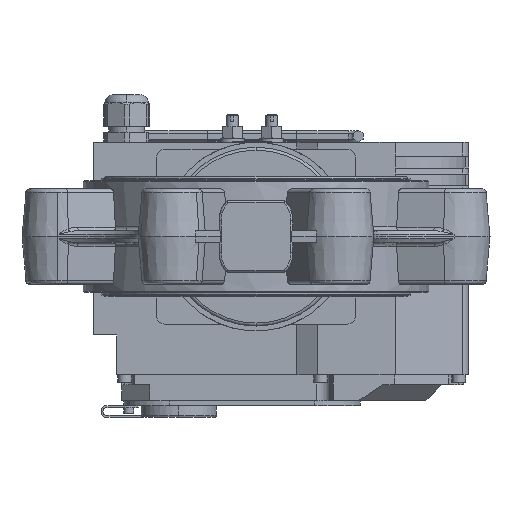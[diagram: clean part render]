
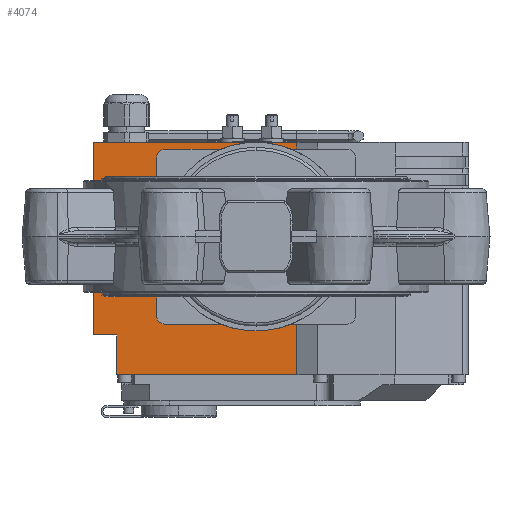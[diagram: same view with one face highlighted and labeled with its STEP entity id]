
A CAD part, front view. The second image highlights one B-rep face of the part: STEP entity #4074.
In plain terms, the highlighted planar face has unit normal (0, -1, 0).
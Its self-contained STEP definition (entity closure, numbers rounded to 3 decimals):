
#13 = VECTOR ( 'NONE', #17090, 1000. ) ;
#759 = CARTESIAN_POINT ( 'NONE',  ( -50., 192., 40. ) ) ;
#881 = CARTESIAN_POINT ( 'NONE',  ( -82., 192., -49.5 ) ) ;
#981 = DIRECTION ( 'NONE',  ( 0., 0., -1. ) ) ;
#2046 = ORIENTED_EDGE ( 'NONE', *, *, #25038, .F. ) ;
#2140 = VERTEX_POINT ( 'NONE', #27764 ) ;
#2898 = LINE ( 'NONE', #35764, #9947 ) ;
#3467 = CARTESIAN_POINT ( 'NONE',  ( -46., 192., 44. ) ) ;
#3521 = VERTEX_POINT ( 'NONE', #28425 ) ;
#3632 = VERTEX_POINT ( 'NONE', #19284 ) ;
#4074 = ADVANCED_FACE ( 'NONE', ( #15762 ), #23156, .F. ) ;
#4883 = VECTOR ( 'NONE', #19277, 1000. ) ;
#5030 = LINE ( 'NONE', #35285, #38262 ) ;
#5123 = EDGE_LOOP ( 'NONE', ( #7328, #31317, #2046, #23237, #31000, #40229, #11181, #15612, #23224, #29612, #13299, #6281 ) ) ;
#5207 = CARTESIAN_POINT ( 'NONE',  ( -50., 192., -40. ) ) ;
#5750 = VERTEX_POINT ( 'NONE', #10932 ) ;
#6281 = ORIENTED_EDGE ( 'NONE', *, *, #36599, .T. ) ;
#7104 = DIRECTION ( 'NONE',  ( -1., 0., 0. ) ) ;
#7328 = ORIENTED_EDGE ( 'NONE', *, *, #12846, .T. ) ;
#7559 = CARTESIAN_POINT ( 'NONE',  ( -46., 192., -44. ) ) ;
#7888 = VECTOR ( 'NONE', #26896, 1000. ) ;
#8803 = VECTOR ( 'NONE', #7104, 1000. ) ;
#9903 = EDGE_CURVE ( 'NONE', #22887, #33340, #5030, .T. ) ;
#9947 = VECTOR ( 'NONE', #32791, 1000. ) ;
#10189 = CARTESIAN_POINT ( 'NONE',  ( -70., 192., -52.5 ) ) ;
#10264 = AXIS2_PLACEMENT_3D ( 'NONE', #29118, #32333, #15918 ) ;
#10932 = CARTESIAN_POINT ( 'NONE',  ( 20.608, 192., 44. ) ) ;
#11118 = DIRECTION ( 'NONE',  ( 1., 0., 0. ) ) ;
#11181 = ORIENTED_EDGE ( 'NONE', *, *, #13677, .F. ) ;
#11575 = EDGE_CURVE ( 'NONE', #17453, #2140, #38607, .T. ) ;
#12452 = CARTESIAN_POINT ( 'NONE',  ( 20.608, 192., -69.5 ) ) ;
#12505 = CARTESIAN_POINT ( 'NONE',  ( -82., 192., 47.5 ) ) ;
#12819 = EDGE_CURVE ( 'NONE', #25362, #22887, #21484, .T. ) ;
#12846 = EDGE_CURVE ( 'NONE', #3632, #15471, #20467, .T. ) ;
#12894 = DIRECTION ( 'NONE',  ( 1., 0., 0. ) ) ;
#13299 = ORIENTED_EDGE ( 'NONE', *, *, #18548, .T. ) ;
#13362 = CARTESIAN_POINT ( 'NONE',  ( -82., 192., 47.5 ) ) ;
#13677 = EDGE_CURVE ( 'NONE', #5750, #25362, #36977, .T. ) ;
#13801 = DIRECTION ( 'NONE',  ( 0., 0., -1. ) ) ;
#15057 = CARTESIAN_POINT ( 'NONE',  ( 20.608, 192., -69.5 ) ) ;
#15471 = VERTEX_POINT ( 'NONE', #12452 ) ;
#15612 = ORIENTED_EDGE ( 'NONE', *, *, #29595, .F. ) ;
#15762 = FACE_OUTER_BOUND ( 'NONE', #5123, .T. ) ;
#15903 = CARTESIAN_POINT ( 'NONE',  ( 20.608, 192., -44. ) ) ;
#15918 = DIRECTION ( 'NONE',  ( -1., 0., 0. ) ) ;
#16624 = CARTESIAN_POINT ( 'NONE',  ( -46., 192., -44. ) ) ;
#17090 = DIRECTION ( 'NONE',  ( 0., 0., -1. ) ) ;
#17453 = VERTEX_POINT ( 'NONE', #13362 ) ;
#18548 = EDGE_CURVE ( 'NONE', #2140, #3521, #34130, .T. ) ;
#19277 = DIRECTION ( 'NONE',  ( 0., 0., -1. ) ) ;
#19284 = CARTESIAN_POINT ( 'NONE',  ( -70., 192., -69.5 ) ) ;
#20425 = CARTESIAN_POINT ( 'NONE',  ( 20.608, 192., -52.5 ) ) ;
#20467 = LINE ( 'NONE', #15057, #28011 ) ;
#20526 = EDGE_CURVE ( 'NONE', #17453, #28664, #2898, .T. ) ;
#20997 = EDGE_CURVE ( 'NONE', #33340, #37083, #36081, .T. ) ;
#21484 = CIRCLE ( 'NONE', #32912, 4. ) ;
#22725 = DIRECTION ( 'NONE',  ( 0., 1., 0. ) ) ;
#22887 = VERTEX_POINT ( 'NONE', #759 ) ;
#23156 = PLANE ( 'NONE',  #31874 ) ;
#23224 = ORIENTED_EDGE ( 'NONE', *, *, #20526, .F. ) ;
#23237 = ORIENTED_EDGE ( 'NONE', *, *, #20997, .F. ) ;
#25017 = LINE ( 'NONE', #20425, #7888 ) ;
#25038 = EDGE_CURVE ( 'NONE', #37083, #33546, #33740, .T. ) ;
#25362 = VERTEX_POINT ( 'NONE', #40720 ) ;
#25604 = VECTOR ( 'NONE', #39578, 1000. ) ;
#26896 = DIRECTION ( 'NONE',  ( 0., 0., -1. ) ) ;
#27691 = LINE ( 'NONE', #10189, #13 ) ;
#27735 = VECTOR ( 'NONE', #36964, 1000. ) ;
#27764 = CARTESIAN_POINT ( 'NONE',  ( -82., 192., -49.5 ) ) ;
#28011 = VECTOR ( 'NONE', #34453, 1000. ) ;
#28425 = CARTESIAN_POINT ( 'NONE',  ( -70., 192., -49.5 ) ) ;
#28664 = VERTEX_POINT ( 'NONE', #36668 ) ;
#29118 = CARTESIAN_POINT ( 'NONE',  ( -46., 192., -40. ) ) ;
#29595 = EDGE_CURVE ( 'NONE', #28664, #5750, #37043, .T. ) ;
#29612 = ORIENTED_EDGE ( 'NONE', *, *, #11575, .T. ) ;
#31000 = ORIENTED_EDGE ( 'NONE', *, *, #9903, .F. ) ;
#31317 = ORIENTED_EDGE ( 'NONE', *, *, #39531, .F. ) ;
#31874 = AXIS2_PLACEMENT_3D ( 'NONE', #32677, #22725, #12894 ) ;
#31961 = VECTOR ( 'NONE', #981, 1000. ) ;
#32333 = DIRECTION ( 'NONE',  ( 0., -1., 0. ) ) ;
#32677 = CARTESIAN_POINT ( 'NONE',  ( 20.608, 192., -52.5 ) ) ;
#32791 = DIRECTION ( 'NONE',  ( 1., 0., 0. ) ) ;
#32912 = AXIS2_PLACEMENT_3D ( 'NONE', #33488, #39986, #11118 ) ;
#33340 = VERTEX_POINT ( 'NONE', #5207 ) ;
#33488 = CARTESIAN_POINT ( 'NONE',  ( -46., 192., 40. ) ) ;
#33546 = VERTEX_POINT ( 'NONE', #15903 ) ;
#33740 = LINE ( 'NONE', #7559, #27735 ) ;
#34130 = LINE ( 'NONE', #881, #25604 ) ;
#34453 = DIRECTION ( 'NONE',  ( 1., 0., 0. ) ) ;
#35285 = CARTESIAN_POINT ( 'NONE',  ( -50., 192., 40. ) ) ;
#35764 = CARTESIAN_POINT ( 'NONE',  ( -82., 192., 47.5 ) ) ;
#36081 = CIRCLE ( 'NONE', #10264, 4. ) ;
#36599 = EDGE_CURVE ( 'NONE', #3521, #3632, #27691, .T. ) ;
#36668 = CARTESIAN_POINT ( 'NONE',  ( 20.608, 192., 47.5 ) ) ;
#36708 = CARTESIAN_POINT ( 'NONE',  ( 20.608, 192., 170.819 ) ) ;
#36964 = DIRECTION ( 'NONE',  ( 1., 0., 0. ) ) ;
#36977 = LINE ( 'NONE', #3467, #8803 ) ;
#37043 = LINE ( 'NONE', #36708, #31961 ) ;
#37083 = VERTEX_POINT ( 'NONE', #16624 ) ;
#38262 = VECTOR ( 'NONE', #13801, 1000. ) ;
#38607 = LINE ( 'NONE', #12505, #4883 ) ;
#39531 = EDGE_CURVE ( 'NONE', #33546, #15471, #25017, .T. ) ;
#39578 = DIRECTION ( 'NONE',  ( 1., 0., 0. ) ) ;
#39986 = DIRECTION ( 'NONE',  ( 0., -1., 0. ) ) ;
#40229 = ORIENTED_EDGE ( 'NONE', *, *, #12819, .F. ) ;
#40720 = CARTESIAN_POINT ( 'NONE',  ( -46., 192., 44. ) ) ;
